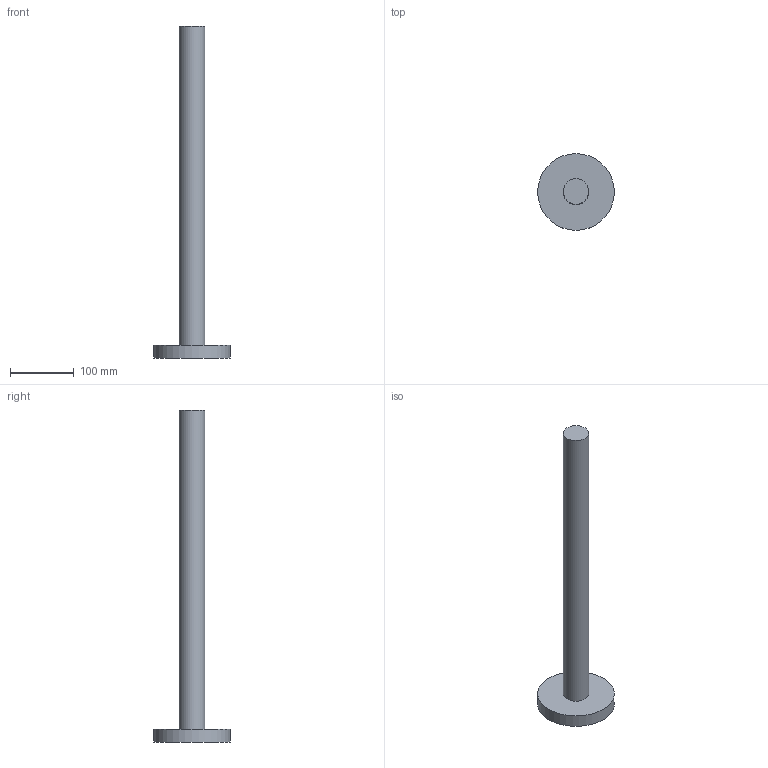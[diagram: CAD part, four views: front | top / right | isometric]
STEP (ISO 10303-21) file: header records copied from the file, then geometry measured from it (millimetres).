
FILE_DESCRIPTION(/* description */ ('Unknown'),/* implementation_level */ '2;1');
FILE_NAME(/* name */ 'Shaft',/* time_stamp */ '2020-12-04T21:24:46+07:00',/* author */ ('Unknown'),/* organization */ ('Unknown'),/* preprocessor_version */ 'ST-DEVELOPER v16.7',/* originating_system */ 'Solid Edge',/* authorisation */ 'Unknown');
FILE_SCHEMA (('AUTOMOTIVE_DESIGN {1 0 10303 214 3 1 1}'));
Length unit declared in the file: millimetre
Products named in the file (1): Shaft
Bounding box: 120 x 120 x 520 mm (x, y, z)
Volume: 854513.2 mm3; surface area: 92991.1 mm2
Topology: 1 solids, 1 shells, 5 faces, 6 edges, 4 vertices
Faces by surface type: plane 3, cylinder 2
Full cylindrical faces by diameter (mm): 40 x1, 120 x1
Entity records: 124 total; most frequent: DIRECTION 20, CARTESIAN_POINT 14, AXIS2_PLACEMENT_3D 10, ORIENTED_EDGE 8, EDGE_LOOP 8, FACE_BOUND 8, ADVANCED_FACE 5, EDGE_CURVE 4
